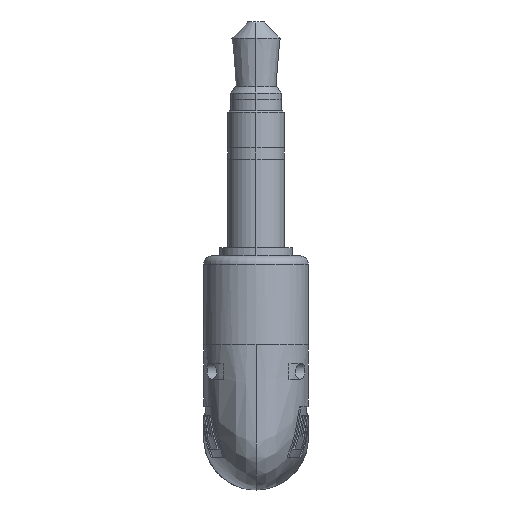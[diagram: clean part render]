
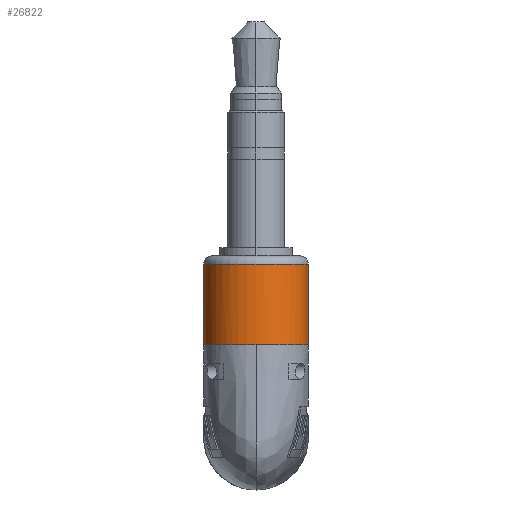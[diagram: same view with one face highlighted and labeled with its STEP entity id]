
A CAD part, left-side view. The second image highlights one B-rep face of the part: STEP entity #26822.
In plain terms, the highlighted cylindrical face has radius 3.25 mm (diameter 6.5 mm), a partial arc.
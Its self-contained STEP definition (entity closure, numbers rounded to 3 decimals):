
#2876 = VERTEX_POINT ( 'NONE', #12596 ) ;
#3750 = EDGE_LOOP ( 'NONE', ( #5685, #11912, #19286, #10255, #21618 ) ) ;
#4907 = CARTESIAN_POINT ( 'NONE',  ( -3.25, 0., 8. ) ) ;
#5685 = ORIENTED_EDGE ( 'NONE', *, *, #25428, .F. ) ;
#5694 = CARTESIAN_POINT ( 'NONE',  ( -3.081, 1.276, 8. ) ) ;
#5755 = LINE ( 'NONE', #26738, #11127 ) ;
#5779 = CARTESIAN_POINT ( 'NONE',  ( 0., 3.25, 8. ) ) ;
#5984 = B_SPLINE_CURVE_WITH_KNOTS ( 'NONE', 3,
 ( #27330, #25049, #7570, #12089, #18635, #11896, #7929 ),
 .UNSPECIFIED., .F., .F.,
 ( 4, 1, 1, 1, 4 ),
 ( 0.75, 0.813, 0.875, 0.938, 1. ),
 .UNSPECIFIED. ) ;
#7302 = AXIS2_PLACEMENT_3D ( 'NONE', #17452, #25787, #15086 ) ;
#7570 = CARTESIAN_POINT ( 'NONE',  ( 3.081, 1.276, 8. ) ) ;
#7667 = AXIS2_PLACEMENT_3D ( 'NONE', #18990, #12554, #23256 ) ;
#7929 = CARTESIAN_POINT ( 'NONE',  ( 0., 3.25, 8. ) ) ;
#8765 = VECTOR ( 'NONE', #24873, 1000. ) ;
#9619 = CARTESIAN_POINT ( 'NONE',  ( 0., 3.25, 8. ) ) ;
#9987 = CYLINDRICAL_SURFACE ( 'NONE', #7302, 3.25 ) ;
#10255 = ORIENTED_EDGE ( 'NONE', *, *, #13325, .F. ) ;
#10296 = EDGE_CURVE ( 'NONE', #15877, #2876, #21873, .T. ) ;
#11127 = VECTOR ( 'NONE', #27402, 1000. ) ;
#11323 = FACE_OUTER_BOUND ( 'NONE', #3750, .T. ) ;
#11588 = VERTEX_POINT ( 'NONE', #4907 ) ;
#11896 = CARTESIAN_POINT ( 'NONE',  ( 0.425, 3.25, 8. ) ) ;
#11912 = ORIENTED_EDGE ( 'NONE', *, *, #12542, .T. ) ;
#12089 = CARTESIAN_POINT ( 'NONE',  ( 2.358, 2.358, 8. ) ) ;
#12542 = EDGE_CURVE ( 'NONE', #27096, #15877, #5755, .T. ) ;
#12554 = DIRECTION ( 'NONE',  ( 0., 0., 1. ) ) ;
#12596 = CARTESIAN_POINT ( 'NONE',  ( -3.25, 0., 3. ) ) ;
#13153 = LINE ( 'NONE', #27138, #8765 ) ;
#13325 = EDGE_CURVE ( 'NONE', #11588, #2876, #13153, .T. ) ;
#14046 = CARTESIAN_POINT ( 'NONE',  ( 3.25, 0., 8. ) ) ;
#14169 = CARTESIAN_POINT ( 'NONE',  ( -1.276, 3.081, 8. ) ) ;
#15086 = DIRECTION ( 'NONE',  ( -1., 0., 0. ) ) ;
#15877 = VERTEX_POINT ( 'NONE', #24519 ) ;
#16153 = CARTESIAN_POINT ( 'NONE',  ( -0.425, 3.25, 8. ) ) ;
#17452 = CARTESIAN_POINT ( 'NONE',  ( 0., 0., 8. ) ) ;
#18635 = CARTESIAN_POINT ( 'NONE',  ( 1.276, 3.081, 8. ) ) ;
#18672 = VERTEX_POINT ( 'NONE', #9619 ) ;
#18990 = CARTESIAN_POINT ( 'NONE',  ( 0., 0., 3. ) ) ;
#19286 = ORIENTED_EDGE ( 'NONE', *, *, #10296, .T. ) ;
#20711 = CARTESIAN_POINT ( 'NONE',  ( -3.25, 0., 8. ) ) ;
#21618 = ORIENTED_EDGE ( 'NONE', *, *, #25418, .F. ) ;
#21873 = CIRCLE ( 'NONE', #7667, 3.25 ) ;
#22697 = CARTESIAN_POINT ( 'NONE',  ( -3.25, 0.425, 8. ) ) ;
#22895 = CARTESIAN_POINT ( 'NONE',  ( -2.358, 2.358, 8. ) ) ;
#23256 = DIRECTION ( 'NONE',  ( 1., 0., 0. ) ) ;
#24519 = CARTESIAN_POINT ( 'NONE',  ( 3.25, 0., 3. ) ) ;
#24873 = DIRECTION ( 'NONE',  ( 0., 0., -1. ) ) ;
#25049 = CARTESIAN_POINT ( 'NONE',  ( 3.25, 0.425, 8. ) ) ;
#25418 = EDGE_CURVE ( 'NONE', #18672, #11588, #25710, .T. ) ;
#25428 = EDGE_CURVE ( 'NONE', #27096, #18672, #5984, .T. ) ;
#25710 = B_SPLINE_CURVE_WITH_KNOTS ( 'NONE', 3,
 ( #5779, #16153, #14169, #22895, #5694, #22697, #20711 ),
 .UNSPECIFIED., .F., .F.,
 ( 4, 1, 1, 1, 4 ),
 ( 0., 0.063, 0.125, 0.187, 0.25 ),
 .UNSPECIFIED. ) ;
#25787 = DIRECTION ( 'NONE',  ( 0., 0., -1. ) ) ;
#26738 = CARTESIAN_POINT ( 'NONE',  ( 3.25, 0., 8. ) ) ;
#26822 = ADVANCED_FACE ( 'NONE', ( #11323 ), #9987, .T. ) ;
#27096 = VERTEX_POINT ( 'NONE', #14046 ) ;
#27138 = CARTESIAN_POINT ( 'NONE',  ( -3.25, 0., 8. ) ) ;
#27330 = CARTESIAN_POINT ( 'NONE',  ( 3.25, 0., 8. ) ) ;
#27402 = DIRECTION ( 'NONE',  ( 0., 0., -1. ) ) ;
